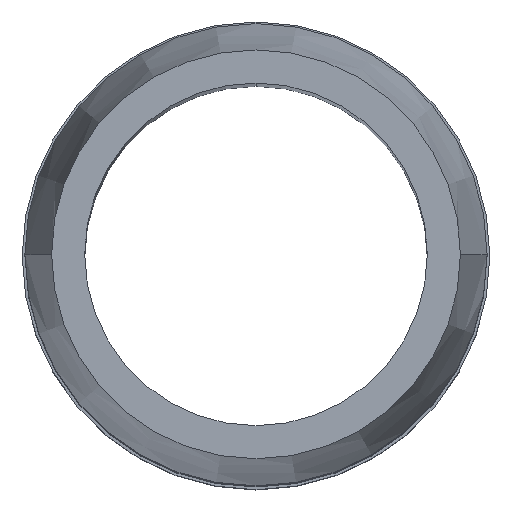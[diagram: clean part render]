
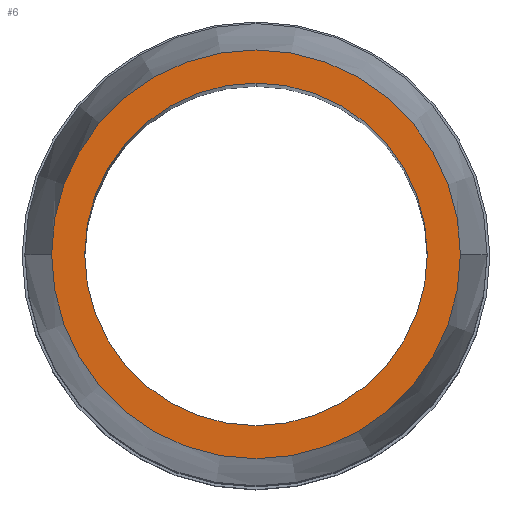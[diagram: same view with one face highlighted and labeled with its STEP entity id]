
A CAD part, top view. The second image highlights one B-rep face of the part: STEP entity #6.
In plain terms, the highlighted planar face has unit normal (0, 0, 1).
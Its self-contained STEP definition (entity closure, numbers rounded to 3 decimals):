
#2 = EDGE_CURVE ( 'NONE', #32, #33, #280, .T. ) ;
#3 = ORIENTED_EDGE ( 'NONE', *, *, #5, .T. ) ;
#4 = EDGE_LOOP ( 'NONE', ( #3, #240 ) ) ;
#5 = EDGE_CURVE ( 'NONE', #124, #39, #181, .T. ) ;
#6 = ADVANCED_FACE ( 'NONE', ( #275, #177 ), #176, .F. ) ;
#32 = VERTEX_POINT ( 'NONE', #169 ) ;
#33 = VERTEX_POINT ( 'NONE', #165 ) ;
#38 = EDGE_CURVE ( 'NONE', #39, #124, #504, .T. ) ;
#39 = VERTEX_POINT ( 'NONE', #374 ) ;
#124 = VERTEX_POINT ( 'NONE', #539 ) ;
#165 = CARTESIAN_POINT ( 'NONE',  ( -7.518, 0., 0. ) ) ;
#169 = CARTESIAN_POINT ( 'NONE',  ( 7.518, 0., 0. ) ) ;
#173 = DIRECTION ( 'NONE',  ( 0., 0., -1. ) ) ;
#174 = CARTESIAN_POINT ( 'NONE',  ( 0., 8.6, 0. ) ) ;
#175 = AXIS2_PLACEMENT_3D ( 'NONE', #174, #173, #294 ) ;
#176 = PLANE ( 'NONE',  #175 ) ;
#177 = FACE_OUTER_BOUND ( 'NONE', #351, .T. ) ;
#178 = DIRECTION ( 'NONE',  ( 0., 1., 0. ) ) ;
#179 = DIRECTION ( 'NONE',  ( 0., 0., -1. ) ) ;
#180 = AXIS2_PLACEMENT_3D ( 'NONE', #281, #179, #178 ) ;
#181 = CIRCLE ( 'NONE', #180, 6.3 ) ;
#240 = ORIENTED_EDGE ( 'NONE', *, *, #38, .T. ) ;
#271 = EDGE_CURVE ( 'NONE', #33, #32, #717, .T. ) ;
#275 = FACE_BOUND ( 'NONE', #4, .T. ) ;
#276 = DIRECTION ( 'NONE',  ( 1., 0., 0. ) ) ;
#277 = DIRECTION ( 'NONE',  ( 0., 0., 1. ) ) ;
#278 = CARTESIAN_POINT ( 'NONE',  ( 0., 0., 0. ) ) ;
#279 = AXIS2_PLACEMENT_3D ( 'NONE', #278, #277, #276 ) ;
#280 = CIRCLE ( 'NONE', #279, 7.518 ) ;
#281 = CARTESIAN_POINT ( 'NONE',  ( 0., 0., 0. ) ) ;
#294 = DIRECTION ( 'NONE',  ( -1., 0., 0. ) ) ;
#348 = ORIENTED_EDGE ( 'NONE', *, *, #2, .T. ) ;
#351 = EDGE_LOOP ( 'NONE', ( #352, #348 ) ) ;
#352 = ORIENTED_EDGE ( 'NONE', *, *, #271, .T. ) ;
#374 = CARTESIAN_POINT ( 'NONE',  ( 0., -6.3, 0. ) ) ;
#375 = DIRECTION ( 'NONE',  ( 0., 1., 0. ) ) ;
#376 = DIRECTION ( 'NONE',  ( 0., 0., -1. ) ) ;
#493 = CARTESIAN_POINT ( 'NONE',  ( 0., 0., 0. ) ) ;
#494 = AXIS2_PLACEMENT_3D ( 'NONE', #493, #376, #375 ) ;
#504 = CIRCLE ( 'NONE', #494, 6.3 ) ;
#539 = CARTESIAN_POINT ( 'NONE',  ( 0., 6.3, 0. ) ) ;
#686 = DIRECTION ( 'NONE',  ( 1., 0., 0. ) ) ;
#687 = DIRECTION ( 'NONE',  ( 0., 0., 1. ) ) ;
#688 = CARTESIAN_POINT ( 'NONE',  ( 0., 0., 0. ) ) ;
#689 = AXIS2_PLACEMENT_3D ( 'NONE', #688, #687, #686 ) ;
#717 = CIRCLE ( 'NONE', #689, 7.518 ) ;
